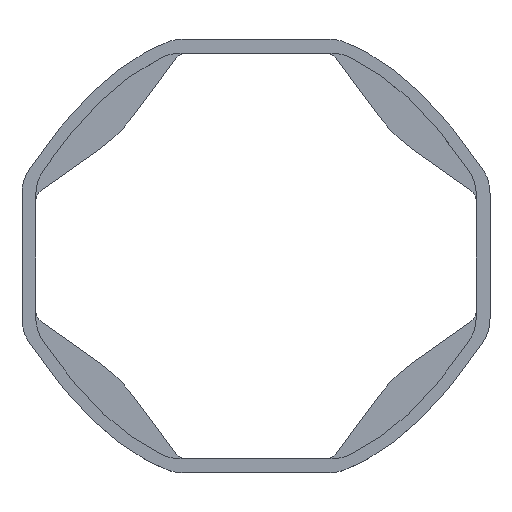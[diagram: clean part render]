
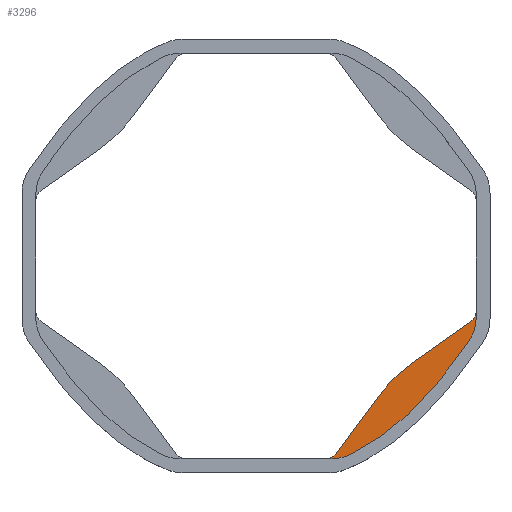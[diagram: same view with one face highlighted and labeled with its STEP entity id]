
A CAD part, top view. The second image highlights one B-rep face of the part: STEP entity #3296.
In plain terms, the highlighted planar face has unit normal (0, 0, 1).
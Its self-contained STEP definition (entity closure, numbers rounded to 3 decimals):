
#878=CARTESIAN_POINT('',(6.221,-13.058,0.3));
#879=VERTEX_POINT('',#878);
#880=CARTESIAN_POINT('',(13.95,-5.71,0.3));
#881=VERTEX_POINT('',#880);
#882=CARTESIAN_POINT('',(6.221,-13.058,0.3));
#883=CARTESIAN_POINT('',(6.313,-13.014,0.3));
#884=CARTESIAN_POINT('',(6.496,-12.923,0.3));
#885=CARTESIAN_POINT('',(6.777,-12.774,0.3));
#886=CARTESIAN_POINT('',(7.063,-12.614,0.3));
#887=CARTESIAN_POINT('',(7.355,-12.44,0.3));
#888=CARTESIAN_POINT('',(7.644,-12.261,0.3));
#889=CARTESIAN_POINT('',(7.935,-12.072,0.3));
#890=CARTESIAN_POINT('',(8.228,-11.872,0.3));
#891=CARTESIAN_POINT('',(8.508,-11.673,0.3));
#892=CARTESIAN_POINT('',(8.728,-11.51,0.3));
#893=CARTESIAN_POINT('',(8.889,-11.385,0.3));
#894=CARTESIAN_POINT('',(9.014,-11.287,0.3));
#895=CARTESIAN_POINT('',(9.142,-11.185,0.3));
#896=CARTESIAN_POINT('',(9.273,-11.077,0.3));
#897=CARTESIAN_POINT('',(9.402,-10.967,0.3));
#898=CARTESIAN_POINT('',(9.53,-10.856,0.3));
#899=CARTESIAN_POINT('',(9.657,-10.743,0.3));
#900=CARTESIAN_POINT('',(9.783,-10.628,0.3));
#901=CARTESIAN_POINT('',(9.907,-10.513,0.3));
#902=CARTESIAN_POINT('',(10.033,-10.393,0.3));
#903=CARTESIAN_POINT('',(10.161,-10.27,0.3));
#904=CARTESIAN_POINT('',(10.334,-10.1,0.3));
#905=CARTESIAN_POINT('',(10.606,-9.827,0.3));
#906=CARTESIAN_POINT('',(10.91,-9.511,0.3));
#907=CARTESIAN_POINT('',(11.203,-9.196,0.3));
#908=CARTESIAN_POINT('',(11.431,-8.945,0.3));
#909=CARTESIAN_POINT('',(11.656,-8.69,0.3));
#910=CARTESIAN_POINT('',(11.883,-8.427,0.3));
#911=CARTESIAN_POINT('',(12.111,-8.155,0.3));
#912=CARTESIAN_POINT('',(12.328,-7.888,0.3));
#913=CARTESIAN_POINT('',(12.531,-7.633,0.3));
#914=CARTESIAN_POINT('',(12.795,-7.293,0.3));
#915=CARTESIAN_POINT('',(13.129,-6.85,0.3));
#916=CARTESIAN_POINT('',(13.468,-6.387,0.3));
#917=CARTESIAN_POINT('',(13.74,-6.007,0.3));
#918=CARTESIAN_POINT('',(13.88,-5.809,0.3));
#919=CARTESIAN_POINT('',(13.95,-5.71,0.3));
#920=B_SPLINE_CURVE_WITH_KNOTS('',3,(#882,#883,#884,#885,#886,#887,#888,#889,#890,#891,#892,#893,#894,#895,#896,#897,#898,#899,#900,#901,#902,#903,#904,#905,#906,#907,
#908,#909,#910,#911,#912,#913,#914,#915,#916,#917,#918,#919),.UNSPECIFIED.,.F.,.F.,(4,1,1,1,1,1,1,1,1,1,1,1,1,1,1,1,1,1,1,1,1,1,1,1,1,1,
1,1,1,1,1,1,1,1,1,4),(0.,0.,0.001,0.001,0.001,0.002,0.002,0.002,0.003,0.003,0.003,0.003,0.003,0.004,0.004,0.004,0.004,0.004,0.004,0.005,0.005,0.005,0.005,0.006,0.006,0.007,
0.007,0.007,0.008,0.008,0.008,0.009,0.009,0.01,0.01,0.011),.UNSPECIFIED.);
#921=EDGE_CURVE('',#879,#881,#920,.T.);
#999=CARTESIAN_POINT('',(4.93,-13.35,0.3));
#1000=VERTEX_POINT('',#999);
#1001=CARTESIAN_POINT('',(6.221,-13.058,0.3));
#1002=CARTESIAN_POINT('',(6.121,-13.106,0.3));
#1003=CARTESIAN_POINT('',(5.914,-13.19,0.3));
#1004=CARTESIAN_POINT('',(5.593,-13.282,0.3));
#1005=CARTESIAN_POINT('',(5.263,-13.338,0.3));
#1006=CARTESIAN_POINT('',(5.041,-13.35,0.3));
#1007=CARTESIAN_POINT('',(4.93,-13.35,0.3));
#1008=B_SPLINE_CURVE_WITH_KNOTS('',3,(#1001,#1002,#1003,#1004,#1005,#1006,#1007),.UNSPECIFIED.,.F.,.F.,(4,1,1,1,4),(2.697,2.808,2.919,3.031,3.142),.UNSPECIFIED.);
#1009=EDGE_CURVE('',#879,#1000,#1008,.T.);
#1047=CARTESIAN_POINT('',(14.5,-3.979,0.3));
#1048=VERTEX_POINT('',#1047);
#1057=CARTESIAN_POINT('',(14.5,-3.979,0.3));
#1058=CARTESIAN_POINT('',(14.5,-4.132,0.3));
#1059=CARTESIAN_POINT('',(14.477,-4.44,0.3));
#1060=CARTESIAN_POINT('',(14.371,-4.891,0.3));
#1061=CARTESIAN_POINT('',(14.197,-5.321,0.3));
#1062=CARTESIAN_POINT('',(14.038,-5.586,0.3));
#1063=CARTESIAN_POINT('',(13.95,-5.71,0.3));
#1064=B_SPLINE_CURVE_WITH_KNOTS('',3,(#1057,#1058,#1059,#1060,#1061,#1062,#1063),.UNSPECIFIED.,.F.,.F.,(4,1,1,1,4),(1.571,1.724,1.878,2.033,2.186),.UNSPECIFIED.);
#1065=EDGE_CURVE('',#1048,#881,#1064,.T.);
#1557=CARTESIAN_POINT('',(4.522,-13.35,0.3));
#1558=VERTEX_POINT('',#1557);
#1559=CARTESIAN_POINT('',(4.93,-13.35,0.3));
#1560=DIRECTION('',(-1.,-0.,0.));
#1561=VECTOR('',#1560,0.408);
#1562=LINE('',#1559,#1561);
#1563=EDGE_CURVE('',#1000,#1558,#1562,.T.);
#1602=CARTESIAN_POINT('',(14.5,-3.559,0.3));
#1603=VERTEX_POINT('',#1602);
#1610=CARTESIAN_POINT('',(14.5,-3.559,0.3));
#1611=DIRECTION('',(0.,-1.,0.));
#1612=VECTOR('',#1611,0.42);
#1613=LINE('',#1610,#1612);
#1614=EDGE_CURVE('',#1603,#1048,#1613,.T.);
#3243=CARTESIAN_POINT('',(0.,0.,0.3));
#3244=DIRECTION('',(0.,0.,-1.));
#3245=DIRECTION('',(-1.,0.,0.));
#3246=AXIS2_PLACEMENT_3D('',#3243,#3244,#3245);
#3247=PLANE('',#3246);
#3248=CARTESIAN_POINT('',(10.314,-7.029,0.3));
#3249=VERTEX_POINT('',#3248);
#3250=CARTESIAN_POINT('',(14.2,-4.274,0.3));
#3251=VERTEX_POINT('',#3250);
#3252=CARTESIAN_POINT('',(10.314,-7.029,0.3));
#3253=DIRECTION('',(0.816,0.578,0.));
#3254=VECTOR('',#3253,4.764);
#3255=LINE('',#3252,#3254);
#3256=EDGE_CURVE('',#3249,#3251,#3255,.T.);
#3257=ORIENTED_EDGE('',*,*,#3256,.F.);
#3258=CARTESIAN_POINT('',(8.067,-9.229,0.3));
#3259=VERTEX_POINT('',#3258);
#3260=CARTESIAN_POINT('',(16.099,-15.186,0.3));
#3261=DIRECTION('',(-0.,-0.,1.));
#3262=DIRECTION('',(-1.,0.,0.));
#3263=AXIS2_PLACEMENT_3D('',#3260,#3261,#3262);
#3264=CIRCLE('',#3263,10.);
#3265=EDGE_CURVE('',#3249,#3259,#3264,.T.);
#3266=ORIENTED_EDGE('',*,*,#3265,.T.);
#3267=CARTESIAN_POINT('',(5.222,-13.065,0.3));
#3268=VERTEX_POINT('',#3267);
#3269=CARTESIAN_POINT('',(8.067,-9.229,0.3));
#3270=DIRECTION('',(-0.596,-0.803,0.));
#3271=VECTOR('',#3270,4.776);
#3272=LINE('',#3269,#3271);
#3273=EDGE_CURVE('',#3259,#3268,#3272,.T.);
#3274=ORIENTED_EDGE('',*,*,#3273,.T.);
#3275=CARTESIAN_POINT('',(4.522,-12.35,0.3));
#3276=DIRECTION('',(0.,0.,-1.));
#3277=DIRECTION('',(-1.,0.,0.));
#3278=AXIS2_PLACEMENT_3D('',#3275,#3276,#3277);
#3279=CIRCLE('',#3278,1.);
#3280=EDGE_CURVE('',#3268,#1558,#3279,.T.);
#3281=ORIENTED_EDGE('',*,*,#3280,.T.);
#3282=ORIENTED_EDGE('',*,*,#1563,.F.);
#3283=ORIENTED_EDGE('',*,*,#1009,.F.);
#3284=ORIENTED_EDGE('',*,*,#921,.T.);
#3285=ORIENTED_EDGE('',*,*,#1065,.F.);
#3286=ORIENTED_EDGE('',*,*,#1614,.F.);
#3287=CARTESIAN_POINT('',(13.5,-3.559,0.3));
#3288=DIRECTION('',(0.,0.,-1.));
#3289=DIRECTION('',(-1.,0.,0.));
#3290=AXIS2_PLACEMENT_3D('',#3287,#3288,#3289);
#3291=CIRCLE('',#3290,1.);
#3292=EDGE_CURVE('',#1603,#3251,#3291,.T.);
#3293=ORIENTED_EDGE('',*,*,#3292,.T.);
#3294=EDGE_LOOP('',(#3257,#3266,#3274,#3281,#3282,#3283,#3284,#3285,#3286,#3293));
#3295=FACE_BOUND('',#3294,.T.);
#3296=ADVANCED_FACE('',(#3295),#3247,.F.);
